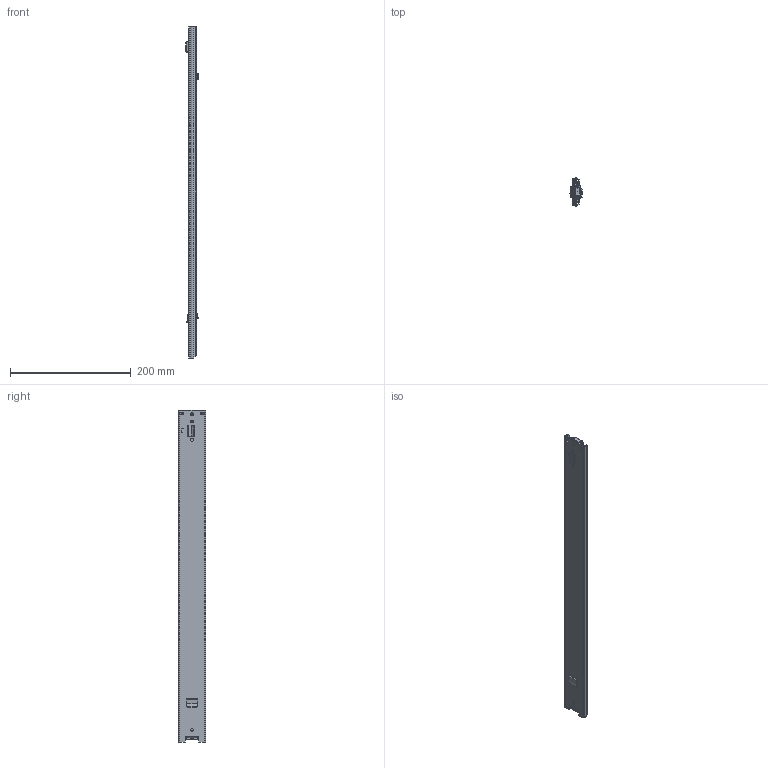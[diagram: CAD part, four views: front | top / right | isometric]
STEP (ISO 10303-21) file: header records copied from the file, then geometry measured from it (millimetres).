
FILE_DESCRIPTION (( 'STEP AP214' ), '1' );
FILE_NAME ('FR_5000_OE_SMT.0550mm_22inch_0,9_closed_left.STEP', '2022-10-24T10:25:20', ( '' ), ( '' ), 'SwSTEP 2.0', 'SolidWorks 2020', '' );
FILE_SCHEMA (( 'AUTOMOTIVE_DESIGN' ));
Length unit declared in the file: millimetre
Products named in the file (11): 5000.XXX-01.T102_NL  550; 5000.XXX-03.T102_NL  550; 5000 DETENT; 5000.XXX-02.T102_NL  550; 5000 MIDDLE STOP; 5000 TRIGGER; 5000 RIVET; FR_5000_OE_SMT.0550mm_22inch_0,9_closed_left
Assembly tree (10 placements, depth 3):
  FR_5000_OE_SMT.0550mm_22inch_0,9_closed_left
    5000.XXX-01.T102_NL  550
      5000.XXX-01.T102_NL  550
      5000 DETENT
    5000.XXX-02.T102_NL  550
      5000.XXX-02.T102_NL  550
      5000 MIDDLE STOP
    5000.XXX-03.T102_NL  550
      5000.XXX-03.T102_NL  550
      5000 TRIGGER
      5000 RIVET
Bounding box: 20.19 x 45.7 x 550 mm (x, y, z)
Volume: 103931.9 mm3; surface area: 168660.6 mm2
Topology: 7 solids, 7 shells, 827 faces, 2071 edges, 1258 vertices
Faces by surface type: plane 436, cylinder 321, bspline 62, cone 6, torus 2
Entity records: 26447 total; most frequent: CARTESIAN_POINT 6900, ORIENTED_EDGE 4136, DIRECTION 3850, EDGE_CURVE 2068, AXIS2_PLACEMENT_3D 1305, VERTEX_POINT 1258, LINE 1240, VECTOR 1240
